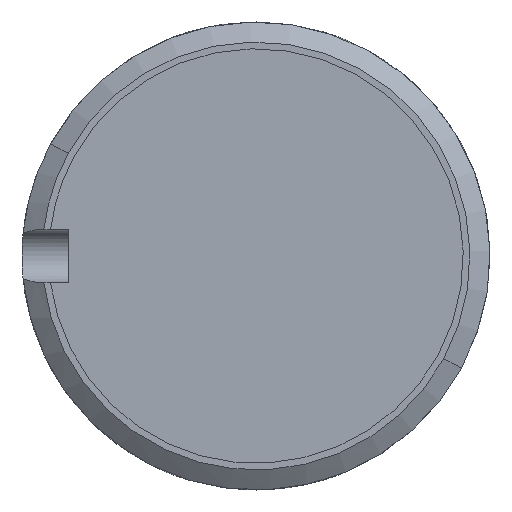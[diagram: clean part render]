
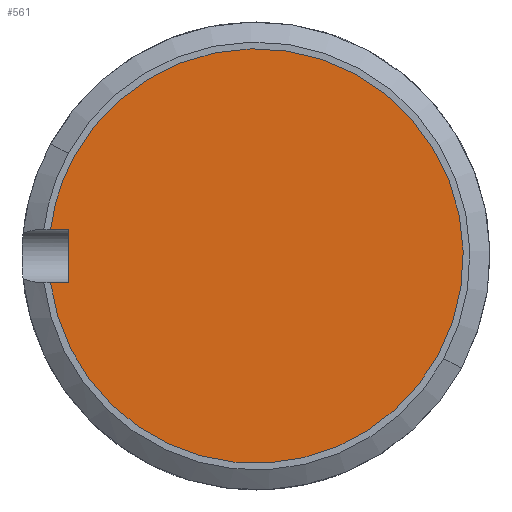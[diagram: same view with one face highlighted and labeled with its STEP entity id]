
A CAD part, left-side view. The second image highlights one B-rep face of the part: STEP entity #561.
In plain terms, the highlighted planar face has unit normal (-1, 0, 0).
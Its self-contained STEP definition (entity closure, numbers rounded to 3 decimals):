
#310=CARTESIAN_POINT('Vertex',(-2.,13.603,7.431)) ;
#313=CARTESIAN_POINT('Axis2P3D Location',(-2.,0.,0.)) ;
#317=CARTESIAN_POINT('Vertex',(-2.,-13.603,-7.431)) ;
#515=CARTESIAN_POINT('Axis2P3D Location',(-2.,0.,0.)) ;
#520=CARTESIAN_POINT('Line Origine',(-2.,14.685,2.)) ;
#524=CARTESIAN_POINT('Vertex',(-2.,15.37,2.)) ;
#526=CARTESIAN_POINT('Vertex',(-2.,14.,2.)) ;
#529=CARTESIAN_POINT('Line Origine',(-2.,14.,0.)) ;
#533=CARTESIAN_POINT('Vertex',(-2.,14.,-2.)) ;
#536=CARTESIAN_POINT('Line Origine',(-2.,14.685,-2.)) ;
#540=CARTESIAN_POINT('Vertex',(-2.,15.37,-2.)) ;
#543=CARTESIAN_POINT('Axis2P3D Location',(-2.,0.,0.)) ;
#548=CARTESIAN_POINT('Axis2P3D Location',(-2.,0.,0.)) ;
#314=DIRECTION('Axis2P3D Direction',(1.,0.,0.)) ;
#516=DIRECTION('Axis2P3D Direction',(1.,0.,0.)) ;
#517=DIRECTION('Axis2P3D XDirection',(0.,1.,0.)) ;
#521=DIRECTION('Vector Direction',(0.,-1.,0.)) ;
#530=DIRECTION('Vector Direction',(0.,0.,1.)) ;
#537=DIRECTION('Vector Direction',(0.,-1.,0.)) ;
#544=DIRECTION('Axis2P3D Direction',(1.,0.,0.)) ;
#549=DIRECTION('Axis2P3D Direction',(1.,0.,0.)) ;
#315=AXIS2_PLACEMENT_3D('Circle Axis2P3D',#313,#314,$) ;
#518=AXIS2_PLACEMENT_3D('Plane Axis2P3D',#515,#516,#517) ;
#545=AXIS2_PLACEMENT_3D('Circle Axis2P3D',#543,#544,$) ;
#550=AXIS2_PLACEMENT_3D('Circle Axis2P3D',#548,#549,$) ;
#554=ORIENTED_EDGE('',*,*,#528,.T.) ;
#555=ORIENTED_EDGE('',*,*,#535,.F.) ;
#556=ORIENTED_EDGE('',*,*,#542,.F.) ;
#557=ORIENTED_EDGE('',*,*,#547,.F.) ;
#558=ORIENTED_EDGE('',*,*,#319,.F.) ;
#559=ORIENTED_EDGE('',*,*,#552,.F.) ;
#522=VECTOR('Line Direction',#521,1.) ;
#531=VECTOR('Line Direction',#530,1.) ;
#538=VECTOR('Line Direction',#537,1.) ;
#561=ADVANCED_FACE('Hauptk\X2\00F6\X0\rper',(#560),#519,.F.) ;
#316=CIRCLE('generated circle',#315,15.5) ;
#546=CIRCLE('generated circle',#545,15.5) ;
#551=CIRCLE('generated circle',#550,15.5) ;
#319=EDGE_CURVE('',#311,#318,#316,.T.) ;
#528=EDGE_CURVE('',#525,#527,#523,.T.) ;
#535=EDGE_CURVE('',#534,#527,#532,.T.) ;
#542=EDGE_CURVE('',#541,#534,#539,.T.) ;
#547=EDGE_CURVE('',#318,#541,#546,.T.) ;
#552=EDGE_CURVE('',#525,#311,#551,.T.) ;
#553=EDGE_LOOP('',(#554,#555,#556,#557,#558,#559)) ;
#560=FACE_OUTER_BOUND('',#553,.T.) ;
#523=LINE('Line',#520,#522) ;
#532=LINE('Line',#529,#531) ;
#539=LINE('Line',#536,#538) ;
#519=PLANE('',#518) ;
#311=VERTEX_POINT('',#310) ;
#318=VERTEX_POINT('',#317) ;
#525=VERTEX_POINT('',#524) ;
#527=VERTEX_POINT('',#526) ;
#534=VERTEX_POINT('',#533) ;
#541=VERTEX_POINT('',#540) ;
